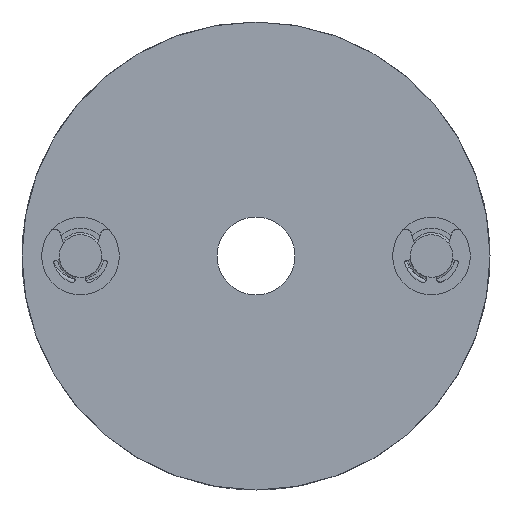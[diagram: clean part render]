
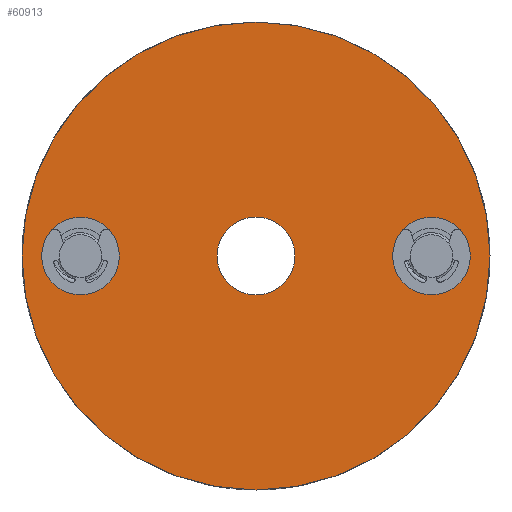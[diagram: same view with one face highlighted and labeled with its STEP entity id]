
A CAD part, front view. The second image highlights one B-rep face of the part: STEP entity #60913.
In plain terms, the highlighted planar face has unit normal (0, -1, 0).
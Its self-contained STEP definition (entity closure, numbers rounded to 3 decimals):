
#1658 = AXIS2_PLACEMENT_3D ( 'NONE', #62848, #18977, #70247 ) ;
#1767 = VERTEX_POINT ( 'NONE', #44443 ) ;
#2257 = ORIENTED_EDGE ( 'NONE', *, *, #27759, .T. ) ;
#3780 = CIRCLE ( 'NONE', #64954, 3.663 ) ;
#4353 = PLANE ( 'NONE',  #8405 ) ;
#7923 = AXIS2_PLACEMENT_3D ( 'NONE', #20420, #71720, #27764 ) ;
#8405 = AXIS2_PLACEMENT_3D ( 'NONE', #48135, #11649, #62836 ) ;
#8952 = CARTESIAN_POINT ( 'NONE',  ( 0., 0., 0. ) ) ;
#9334 = CARTESIAN_POINT ( 'NONE',  ( 0., 0., 0. ) ) ;
#11649 = DIRECTION ( 'NONE',  ( 0., 1., 0. ) ) ;
#12090 = VERTEX_POINT ( 'NONE', #40296 ) ;
#14074 = FACE_OUTER_BOUND ( 'NONE', #25293, .T. ) ;
#14848 = CARTESIAN_POINT ( 'NONE',  ( 0., 0., 22. ) ) ;
#16253 = DIRECTION ( 'NONE',  ( 0., 0., 1. ) ) ;
#16638 = DIRECTION ( 'NONE',  ( 0., 0., 1. ) ) ;
#18451 = CARTESIAN_POINT ( 'NONE',  ( 0., 0., 0. ) ) ;
#18713 = DIRECTION ( 'NONE',  ( 0., -1., 0. ) ) ;
#18977 = DIRECTION ( 'NONE',  ( 0., -1., 0. ) ) ;
#19493 = CIRCLE ( 'NONE', #84488, 3.65 ) ;
#20420 = CARTESIAN_POINT ( 'NONE',  ( 0., 0., 0. ) ) ;
#21100 = CARTESIAN_POINT ( 'NONE',  ( 16.5, 0., 3.65 ) ) ;
#22062 = EDGE_CURVE ( 'NONE', #46122, #1767, #71794, .T. ) ;
#22448 = VERTEX_POINT ( 'NONE', #89971 ) ;
#23368 = VERTEX_POINT ( 'NONE', #21100 ) ;
#23918 = CARTESIAN_POINT ( 'NONE',  ( -16.5, 0., 0. ) ) ;
#25293 = EDGE_LOOP ( 'NONE', ( #28769, #38719 ) ) ;
#25777 = DIRECTION ( 'NONE',  ( 0., 0., 1. ) ) ;
#27759 = EDGE_CURVE ( 'NONE', #75495, #45205, #52095, .T. ) ;
#27764 = DIRECTION ( 'NONE',  ( 0., 0., 1. ) ) ;
#28769 = ORIENTED_EDGE ( 'NONE', *, *, #72157, .F. ) ;
#30333 = DIRECTION ( 'NONE',  ( 0., -1., 0. ) ) ;
#31273 = DIRECTION ( 'NONE',  ( 0., 0., -1. ) ) ;
#33876 = ORIENTED_EDGE ( 'NONE', *, *, #34799, .F. ) ;
#34799 = EDGE_CURVE ( 'NONE', #22448, #23368, #90881, .T. ) ;
#38643 = EDGE_CURVE ( 'NONE', #23368, #22448, #44873, .T. ) ;
#38719 = ORIENTED_EDGE ( 'NONE', *, *, #22062, .F. ) ;
#38884 = ORIENTED_EDGE ( 'NONE', *, *, #62041, .F. ) ;
#39979 = CARTESIAN_POINT ( 'NONE',  ( 0., 0., -3.663 ) ) ;
#40110 = AXIS2_PLACEMENT_3D ( 'NONE', #18451, #69710, #25777 ) ;
#40258 = CIRCLE ( 'NONE', #87282, 3.65 ) ;
#40296 = CARTESIAN_POINT ( 'NONE',  ( -16.5, 0., 3.65 ) ) ;
#44443 = CARTESIAN_POINT ( 'NONE',  ( 0., 0., -22. ) ) ;
#44873 = CIRCLE ( 'NONE', #1658, 3.65 ) ;
#45205 = VERTEX_POINT ( 'NONE', #74624 ) ;
#46050 = ORIENTED_EDGE ( 'NONE', *, *, #38643, .F. ) ;
#46122 = VERTEX_POINT ( 'NONE', #14848 ) ;
#48135 = CARTESIAN_POINT ( 'NONE',  ( 0., 0., 0. ) ) ;
#50758 = FACE_BOUND ( 'NONE', #75760, .T. ) ;
#52095 = CIRCLE ( 'NONE', #40110, 3.663 ) ;
#54096 = CIRCLE ( 'NONE', #69801, 22. ) ;
#60123 = DIRECTION ( 'NONE',  ( 0., 1., 0. ) ) ;
#60499 = DIRECTION ( 'NONE',  ( 0., 1., 0. ) ) ;
#60913 = ADVANCED_FACE ( 'NONE', ( #92058, #89758, #14074, #50758 ), #4353, .F. ) ;
#62041 = EDGE_CURVE ( 'NONE', #87323, #12090, #19493, .T. ) ;
#62588 = CARTESIAN_POINT ( 'NONE',  ( 16.5, 0., 0. ) ) ;
#62836 = DIRECTION ( 'NONE',  ( 0., 0., 1. ) ) ;
#62848 = CARTESIAN_POINT ( 'NONE',  ( 16.5, 0., 0. ) ) ;
#64954 = AXIS2_PLACEMENT_3D ( 'NONE', #8952, #60123, #16253 ) ;
#67565 = EDGE_LOOP ( 'NONE', ( #33876, #46050 ) ) ;
#69710 = DIRECTION ( 'NONE',  ( 0., 1., 0. ) ) ;
#69801 = AXIS2_PLACEMENT_3D ( 'NONE', #9334, #60499, #16638 ) ;
#69976 = DIRECTION ( 'NONE',  ( 0., 0., -1. ) ) ;
#70247 = DIRECTION ( 'NONE',  ( 0., 0., -1. ) ) ;
#71006 = CARTESIAN_POINT ( 'NONE',  ( -16.5, 0., -3.65 ) ) ;
#71720 = DIRECTION ( 'NONE',  ( 0., 1., 0. ) ) ;
#71794 = CIRCLE ( 'NONE', #7923, 22. ) ;
#72157 = EDGE_CURVE ( 'NONE', #1767, #46122, #54096, .T. ) ;
#73112 = AXIS2_PLACEMENT_3D ( 'NONE', #62588, #18713, #69976 ) ;
#73426 = ORIENTED_EDGE ( 'NONE', *, *, #93931, .F. ) ;
#74282 = CARTESIAN_POINT ( 'NONE',  ( -16.5, 0., 0. ) ) ;
#74624 = CARTESIAN_POINT ( 'NONE',  ( 0., 0., 3.663 ) ) ;
#75241 = DIRECTION ( 'NONE',  ( 0., -1., 0. ) ) ;
#75495 = VERTEX_POINT ( 'NONE', #39979 ) ;
#75715 = EDGE_LOOP ( 'NONE', ( #38884, #73426 ) ) ;
#75760 = EDGE_LOOP ( 'NONE', ( #2257, #87071 ) ) ;
#80706 = EDGE_CURVE ( 'NONE', #45205, #75495, #3780, .T. ) ;
#81622 = DIRECTION ( 'NONE',  ( 0., 0., -1. ) ) ;
#84488 = AXIS2_PLACEMENT_3D ( 'NONE', #74282, #30333, #81622 ) ;
#87071 = ORIENTED_EDGE ( 'NONE', *, *, #80706, .T. ) ;
#87282 = AXIS2_PLACEMENT_3D ( 'NONE', #23918, #75241, #31273 ) ;
#87323 = VERTEX_POINT ( 'NONE', #71006 ) ;
#89758 = FACE_BOUND ( 'NONE', #67565, .T. ) ;
#89971 = CARTESIAN_POINT ( 'NONE',  ( 16.5, 0., -3.65 ) ) ;
#90881 = CIRCLE ( 'NONE', #73112, 3.65 ) ;
#92058 = FACE_BOUND ( 'NONE', #75715, .T. ) ;
#93931 = EDGE_CURVE ( 'NONE', #12090, #87323, #40258, .T. ) ;
